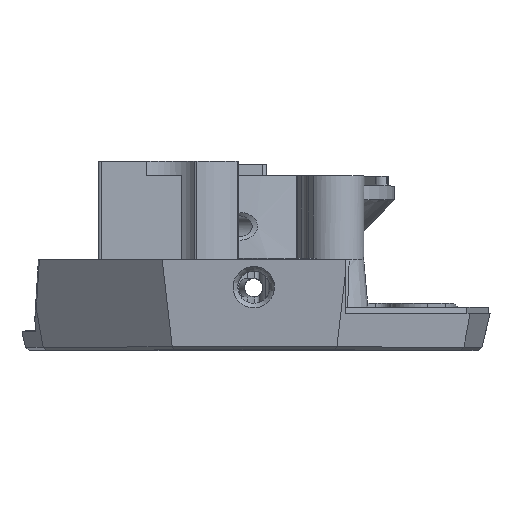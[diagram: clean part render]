
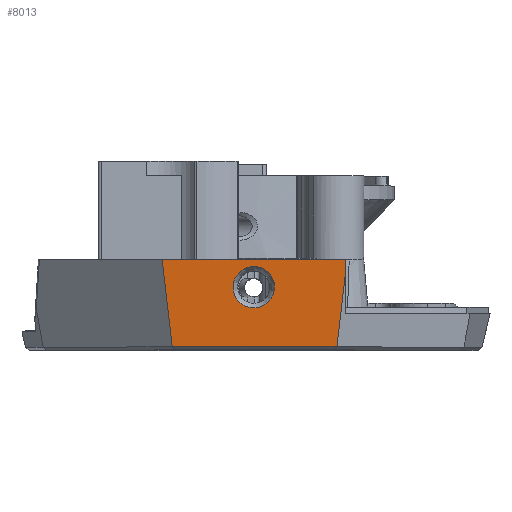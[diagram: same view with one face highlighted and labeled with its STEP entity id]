
A CAD part, top view. The second image highlights one B-rep face of the part: STEP entity #8013.
In plain terms, the highlighted planar face has unit normal (0, -0.087, 0.996).
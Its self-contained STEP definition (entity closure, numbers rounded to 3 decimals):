
#138=FACE_BOUND('',#1544,.T.);
#224=B_SPLINE_CURVE_WITH_KNOTS('',3,(#13839,#13840,#13841,#13842,#13843,
#13844,#13845,#13846,#13847,#13848),.UNSPECIFIED.,.T.,.F.,(4,1,1,1,1,1,
1,4),(-3.142,-2.244,-1.346,-0.449,
0.449,1.346,2.244,3.142),
 .UNSPECIFIED.);
#1083=FACE_OUTER_BOUND('',#1543,.T.);
#1543=EDGE_LOOP('',(#7027,#7028,#7029,#7030,#7031));
#1544=EDGE_LOOP('',(#7032));
#1734=LINE('',#12066,#2456);
#2153=LINE('',#14232,#2875);
#2253=LINE('',#14685,#2975);
#2260=LINE('',#14698,#2982);
#2284=LINE('',#14953,#3006);
#2456=VECTOR('',#9321,10.);
#2875=VECTOR('',#10622,10.);
#2975=VECTOR('',#10900,10.);
#2982=VECTOR('',#10911,10.);
#3006=VECTOR('',#10985,10.);
#3229=VERTEX_POINT('',#12064);
#3230=VERTEX_POINT('',#12065);
#3603=VERTEX_POINT('',#13838);
#3690=VERTEX_POINT('',#14231);
#3778=VERTEX_POINT('',#14683);
#3781=VERTEX_POINT('',#14695);
#4064=EDGE_CURVE('',#3229,#3230,#1734,.T.);
#4605=EDGE_CURVE('',#3603,#3603,#224,.T.);
#4748=EDGE_CURVE('',#3690,#3230,#2153,.T.);
#4900=EDGE_CURVE('',#3690,#3778,#2253,.T.);
#4907=EDGE_CURVE('',#3778,#3781,#2260,.T.);
#4948=EDGE_CURVE('',#3781,#3229,#2284,.T.);
#7027=ORIENTED_EDGE('',*,*,#4064,.T.);
#7028=ORIENTED_EDGE('',*,*,#4748,.F.);
#7029=ORIENTED_EDGE('',*,*,#4900,.T.);
#7030=ORIENTED_EDGE('',*,*,#4907,.T.);
#7031=ORIENTED_EDGE('',*,*,#4948,.T.);
#7032=ORIENTED_EDGE('',*,*,#4605,.F.);
#7599=PLANE('',#8801);
#8013=ADVANCED_FACE('',(#1083,#138),#7599,.T.);
#8801=AXIS2_PLACEMENT_3D('',#14952,#10983,#10984);
#9321=DIRECTION('',(0.114,-0.99,-0.087));
#10622=DIRECTION('',(-1.,0.,0.));
#10900=DIRECTION('',(0.114,0.99,0.087));
#10911=DIRECTION('',(0.001,0.996,0.087));
#10983=DIRECTION('center_axis',(0.,-0.087,
0.996));
#10984=DIRECTION('ref_axis',(1.,0.,0.));
#10985=DIRECTION('',(-1.,0.,0.));
#12064=CARTESIAN_POINT('',(-75.98,3.6,130.191));
#12065=CARTESIAN_POINT('',(-74.664,-7.802,129.193));
#12066=CARTESIAN_POINT('',(-75.444,-1.046,129.784));
#13838=CARTESIAN_POINT('',(-64.,-2.708,129.639));
#13839=CARTESIAN_POINT('Ctrl Pts',(-64.,-2.708,129.639));
#13840=CARTESIAN_POINT('Ctrl Pts',(-63.188,-2.708,129.639));
#13841=CARTESIAN_POINT('Ctrl Pts',(-61.572,-1.931,
129.707));
#13842=CARTESIAN_POINT('Ctrl Pts',(-60.978,0.688,
129.936));
#13843=CARTESIAN_POINT('Ctrl Pts',(-62.651,2.796,130.121));
#13844=CARTESIAN_POINT('Ctrl Pts',(-65.346,2.79,130.12));
#13845=CARTESIAN_POINT('Ctrl Pts',(-67.029,0.689,129.936));
#13846=CARTESIAN_POINT('Ctrl Pts',(-66.423,-1.93,
129.707));
#13847=CARTESIAN_POINT('Ctrl Pts',(-64.812,-2.708,129.639));
#13848=CARTESIAN_POINT('Ctrl Pts',(-64.,-2.708,129.639));
#14231=CARTESIAN_POINT('',(-53.135,-7.802,129.193));
#14232=CARTESIAN_POINT('',(-63.977,-7.802,129.193));
#14683=CARTESIAN_POINT('',(-52.023,1.84,130.037));
#14685=CARTESIAN_POINT('',(-51.869,3.174,130.154));
#14695=CARTESIAN_POINT('',(-52.021,3.6,130.191));
#14698=CARTESIAN_POINT('',(-52.022,2.343,130.081));
#14952=CARTESIAN_POINT('Origin',(-64.168,0.303,129.902));
#14953=CARTESIAN_POINT('',(-63.57,3.6,130.191));
